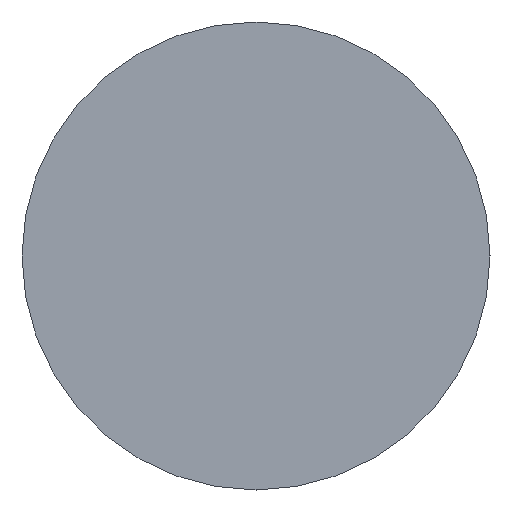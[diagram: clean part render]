
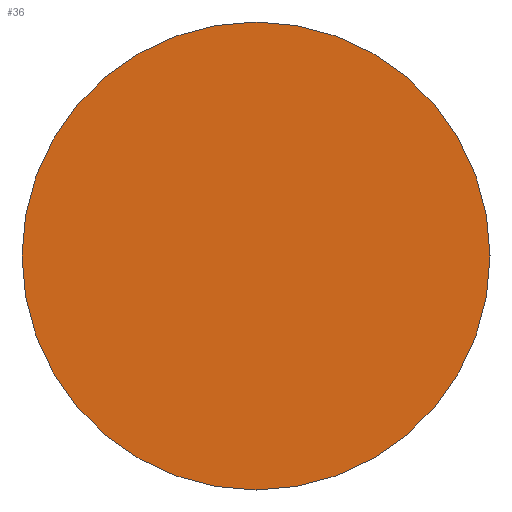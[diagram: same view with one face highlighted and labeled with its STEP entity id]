
A CAD part, left-side view. The second image highlights one B-rep face of the part: STEP entity #36.
In plain terms, the highlighted planar face has unit normal (-1, 0, 0).
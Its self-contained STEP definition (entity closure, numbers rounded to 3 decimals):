
#17=FACE_OUTER_BOUND('',#20,.T.);
#20=EDGE_LOOP('',(#30));
#24=CIRCLE('',#60,3.);
#26=VERTEX_POINT('',#78);
#28=EDGE_CURVE('',#26,#26,#24,.T.);
#30=ORIENTED_EDGE('',*,*,#28,.F.);
#34=PLANE('',#59);
#36=ADVANCED_FACE('',(#17),#34,.T.);
#59=AXIS2_PLACEMENT_3D('',#77,#66,#67);
#60=AXIS2_PLACEMENT_3D('',#79,#68,#69);
#66=DIRECTION('center_axis',(-1.,0.,0.));
#67=DIRECTION('ref_axis',(0.,0.,1.));
#68=DIRECTION('center_axis',(1.,0.,0.));
#69=DIRECTION('ref_axis',(0.,1.,0.));
#77=CARTESIAN_POINT('Origin',(0.,1.5,0.));
#78=CARTESIAN_POINT('',(0.,3.,0.));
#79=CARTESIAN_POINT('Origin',(0.,0.,0.));
